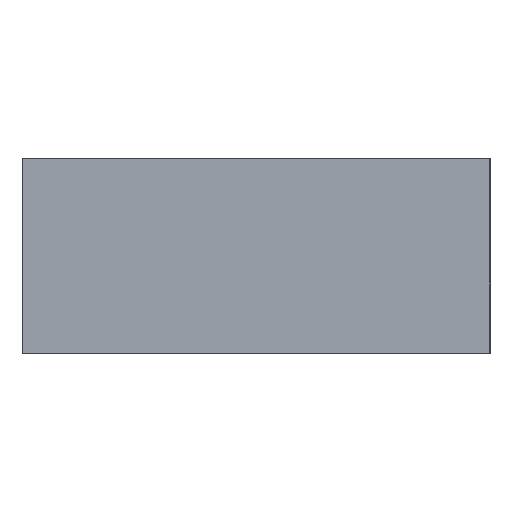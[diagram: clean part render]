
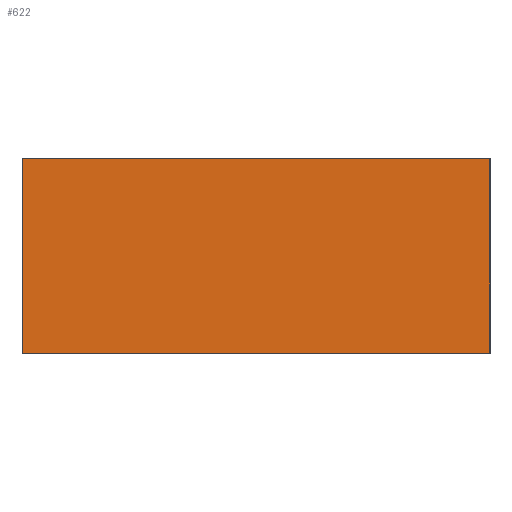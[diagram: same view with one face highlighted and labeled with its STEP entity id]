
A CAD part, top view. The second image highlights one B-rep face of the part: STEP entity #622.
In plain terms, the highlighted face is planar.
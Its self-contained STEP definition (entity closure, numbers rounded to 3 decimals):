
#622=ADVANCED_FACE('',(#799),#2910,.T.);
#799=FACE_OUTER_BOUND('',#977,.T.);
#977=EDGE_LOOP('',(#1678,#1679,#1680,#1681));
#1678=ORIENTED_EDGE('',*,*,#2115,.F.);
#1679=ORIENTED_EDGE('',*,*,#2116,.F.);
#1680=ORIENTED_EDGE('',*,*,#2117,.F.);
#1681=ORIENTED_EDGE('',*,*,#2114,.F.);
#2114=EDGE_CURVE('',#2748,#2749,#2496,.T.);
#2115=EDGE_CURVE('',#2750,#2748,#2497,.T.);
#2116=EDGE_CURVE('',#2751,#2750,#2498,.T.);
#2117=EDGE_CURVE('',#2749,#2751,#2499,.T.);
#2496=B_SPLINE_CURVE_WITH_KNOTS('',1,(#4842,#4843),.UNSPECIFIED.,.F.,.F.,
(2,2),(-498.,0.),.UNSPECIFIED.);
#2497=B_SPLINE_CURVE_WITH_KNOTS('',1,(#4844,#4845),.UNSPECIFIED.,.F.,.F.,
(2,2),(-1198.,0.),.UNSPECIFIED.);
#2498=B_SPLINE_CURVE_WITH_KNOTS('',1,(#4846,#4847),.UNSPECIFIED.,.F.,.F.,
(2,2),(-498.,0.),.UNSPECIFIED.);
#2499=B_SPLINE_CURVE_WITH_KNOTS('',1,(#4848,#4849),.UNSPECIFIED.,.F.,.F.,
(2,2),(-1198.,0.),.UNSPECIFIED.);
#2748=VERTEX_POINT('',#4788);
#2749=VERTEX_POINT('',#4789);
#2750=VERTEX_POINT('',#4790);
#2751=VERTEX_POINT('',#4791);
#2910=PLANE('',#3220);
#3220=AXIS2_PLACEMENT_3D('',#4479,#3417,$);
#3417=DIRECTION('',(0.,1.,0.));
#4479=CARTESIAN_POINT('',(-718.8,90.,298.8));
#4788=CARTESIAN_POINT('',(599.,90.,-249.));
#4789=CARTESIAN_POINT('',(599.,90.,249.));
#4790=CARTESIAN_POINT('',(-599.,90.,-249.));
#4791=CARTESIAN_POINT('',(-599.,90.,249.));
#4842=CARTESIAN_POINT('',(599.,90.,-249.));
#4843=CARTESIAN_POINT('',(599.,90.,249.));
#4844=CARTESIAN_POINT('',(-599.,90.,-249.));
#4845=CARTESIAN_POINT('',(599.,90.,-249.));
#4846=CARTESIAN_POINT('',(-599.,90.,249.));
#4847=CARTESIAN_POINT('',(-599.,90.,-249.));
#4848=CARTESIAN_POINT('',(599.,90.,249.));
#4849=CARTESIAN_POINT('',(-599.,90.,249.));
